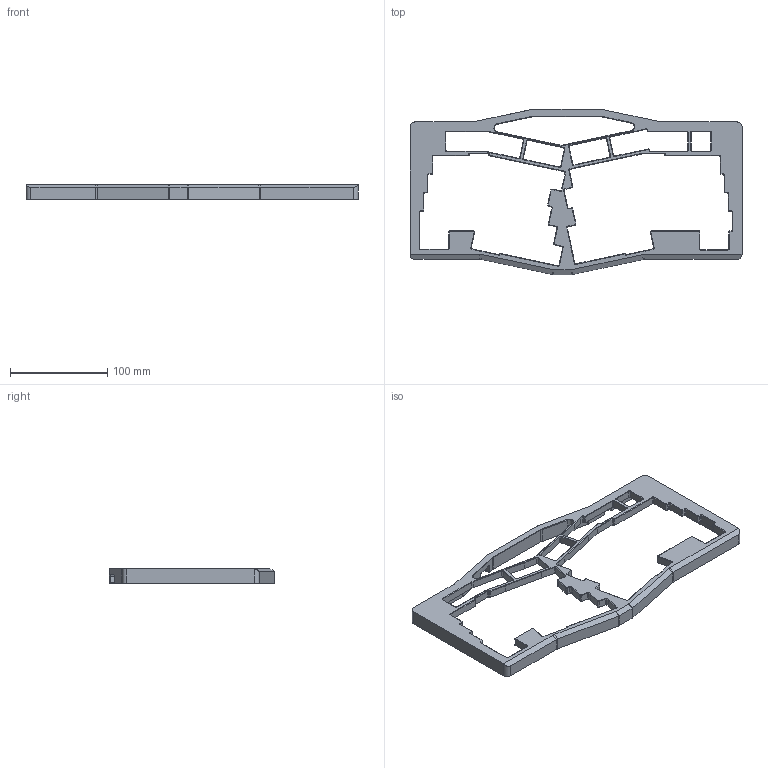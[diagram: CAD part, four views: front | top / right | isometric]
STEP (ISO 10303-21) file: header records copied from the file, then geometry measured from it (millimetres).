
FILE_DESCRIPTION(/* description */ (''),/* implementation_level */ '2;1');
FILE_NAME(/* name */ 'poppy_finaltopcase v2.step',/* time_stamp */ '2023-02-05T23:51:55-05:00',/* author */ (''),/* organization */ (''),/* preprocessor_version */ 'ST-DEVELOPER v19.2',/* originating_system */ 'Autodesk Translation Framework v11.17.0.187',/* authorisation */ '');
FILE_SCHEMA (('AUTOMOTIVE_DESIGN { 1 0 10303 214 3 1 1 }'));
Length unit declared in the file: millimetre
Products named in the file (1): poppy_finaltopcase
Bounding box: 340.65 x 169.57 x 15.34 mm (x, y, z)
Volume: 165190 mm3; surface area: 69394 mm2
Topology: 1 solids, 1 shells, 521 faces, 1309 edges, 801 vertices
Faces by surface type: plane 299, cylinder 132, cone 90
Full cylindrical faces by diameter (mm): 3.2 x12
Entity records: 15382 total; most frequent: DIRECTION 2707, CARTESIAN_POINT 2632, ORIENTED_EDGE 2618, EDGE_CURVE 1309, LINE 955, VECTOR 955, AXIS2_PLACEMENT_3D 876, VERTEX_POINT 801
